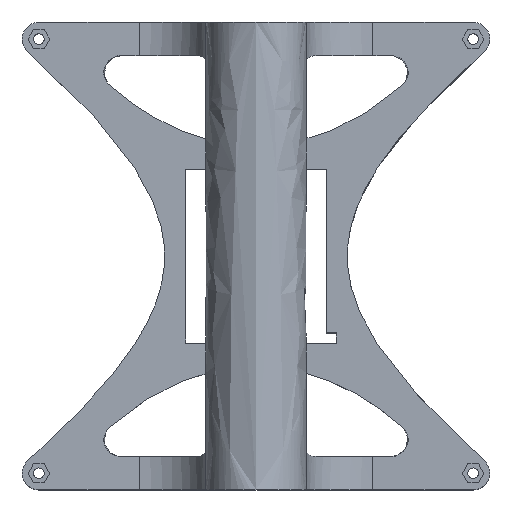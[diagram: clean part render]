
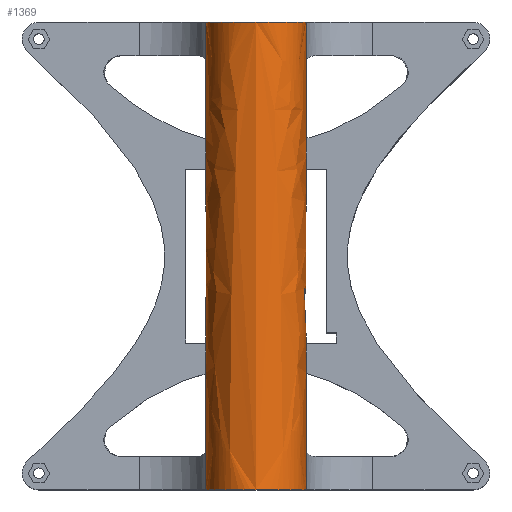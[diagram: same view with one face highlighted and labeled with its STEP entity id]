
A CAD part, top view. The second image highlights one B-rep face of the part: STEP entity #1369.
In plain terms, the highlighted free-form (B-spline) face has degree [1, 2] with [2, 9] control points.
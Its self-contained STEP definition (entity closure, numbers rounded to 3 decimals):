
#15=ELLIPSE('',#1446,17.5,15.);
#16=ELLIPSE('',#1447,17.5,15.);
#17=ELLIPSE('',#1448,17.5,15.);
#18=ELLIPSE('',#1449,17.5,15.);
#88=(
BOUNDED_SURFACE()
B_SPLINE_SURFACE(1,2,((#2633,#2634,#2635,#2636,#2637,#2638,#2639,#2640,
#2641),(#2642,#2643,#2644,#2645,#2646,#2647,#2648,#2649,#2650)),
 .UNSPECIFIED.,.F.,.T.,.F.)
B_SPLINE_SURFACE_WITH_KNOTS((2,2),(3,2,2,2,3),(3.143,11.143),
(-3.142,-1.571,0.,1.571,3.142),
 .UNSPECIFIED.)
GEOMETRIC_REPRESENTATION_ITEM()
RATIONAL_B_SPLINE_SURFACE(((1.,0.707,1.,0.707,1.,
0.707,1.,0.707,1.),(1.,0.707,1.,0.707,
1.,0.707,1.,0.707,1.)))
REPRESENTATION_ITEM('')
SURFACE()
);
#139=FACE_OUTER_BOUND('',#216,.T.);
#216=EDGE_LOOP('',(#1151,#1152,#1153,#1154,#1155,#1156,#1157,#1158,#1159,
#1160,#1161,#1162));
#263=B_SPLINE_CURVE_WITH_KNOTS('',3,(#2384,#2385,#2386,#2387,#2388,#2389,
#2390,#2391,#2392,#2393,#2394,#2395,#2396,#2397,#2398,#2399,#2400,#2401,
#2402,#2403,#2404,#2405),.UNSPECIFIED.,.F.,.F.,(4,3,3,3,3,3,3,4),(-32.415,
-30.563,-28.711,-26.858,-25.006,
-23.154,-21.301,-19.449),.UNSPECIFIED.);
#268=B_SPLINE_CURVE_WITH_KNOTS('',3,(#2518,#2519,#2520,#2521,#2522,#2523,
#2524,#2525,#2526,#2527,#2528,#2529,#2530,#2531,#2532,#2533,#2534,#2535,
#2536,#2537,#2538,#2539),.UNSPECIFIED.,.F.,.F.,(4,3,3,3,3,3,3,4),(-32.415,
-30.563,-28.711,-26.858,-25.006,
-23.154,-21.301,-19.449),.UNSPECIFIED.);
#371=LINE('',#2611,#504);
#374=LINE('',#2619,#507);
#378=LINE('',#2628,#511);
#380=LINE('',#2632,#513);
#381=LINE('',#2654,#514);
#504=VECTOR('',#1674,10.);
#507=VECTOR('',#1683,10.);
#511=VECTOR('',#1693,10.);
#513=VECTOR('',#1697,10.);
#514=VECTOR('',#1700,17.5);
#624=VERTEX_POINT('',#2373);
#626=VERTEX_POINT('',#2383);
#628=VERTEX_POINT('',#2503);
#630=VERTEX_POINT('',#2517);
#650=VERTEX_POINT('',#2610);
#652=VERTEX_POINT('',#2618);
#654=VERTEX_POINT('',#2626);
#655=VERTEX_POINT('',#2630);
#656=VERTEX_POINT('',#2651);
#657=VERTEX_POINT('',#2653);
#792=EDGE_CURVE('',#624,#626,#263,.T.);
#797=EDGE_CURVE('',#628,#630,#268,.T.);
#824=EDGE_CURVE('',#650,#630,#371,.T.);
#828=EDGE_CURVE('',#652,#626,#374,.T.);
#833=EDGE_CURVE('',#654,#628,#378,.T.);
#835=EDGE_CURVE('',#655,#624,#380,.T.);
#836=EDGE_CURVE('',#655,#656,#15,.T.);
#837=EDGE_CURVE('',#656,#657,#381,.T.);
#838=EDGE_CURVE('',#657,#650,#16,.T.);
#839=EDGE_CURVE('',#654,#657,#17,.T.);
#840=EDGE_CURVE('',#656,#652,#18,.T.);
#1151=ORIENTED_EDGE('',*,*,#835,.F.);
#1152=ORIENTED_EDGE('',*,*,#836,.T.);
#1153=ORIENTED_EDGE('',*,*,#837,.T.);
#1154=ORIENTED_EDGE('',*,*,#838,.T.);
#1155=ORIENTED_EDGE('',*,*,#824,.T.);
#1156=ORIENTED_EDGE('',*,*,#797,.F.);
#1157=ORIENTED_EDGE('',*,*,#833,.F.);
#1158=ORIENTED_EDGE('',*,*,#839,.T.);
#1159=ORIENTED_EDGE('',*,*,#837,.F.);
#1160=ORIENTED_EDGE('',*,*,#840,.T.);
#1161=ORIENTED_EDGE('',*,*,#828,.T.);
#1162=ORIENTED_EDGE('',*,*,#792,.F.);
#1369=ADVANCED_FACE('',(#139),#88,.F.);
#1446=AXIS2_PLACEMENT_3D('',#2652,#1698,#1699);
#1447=AXIS2_PLACEMENT_3D('',#2655,#1701,#1702);
#1448=AXIS2_PLACEMENT_3D('',#2656,#1703,#1704);
#1449=AXIS2_PLACEMENT_3D('',#2657,#1705,#1706);
#1674=DIRECTION('',(0.,-1.,0.));
#1683=DIRECTION('',(0.,1.,0.));
#1693=DIRECTION('',(0.,-1.,0.));
#1697=DIRECTION('',(0.,1.,0.));
#1698=DIRECTION('center_axis',(0.,1.,0.));
#1699=DIRECTION('ref_axis',(0.,0.,-1.));
#1700=DIRECTION('',(0.,1.,0.));
#1701=DIRECTION('center_axis',(0.,-1.,0.));
#1702=DIRECTION('ref_axis',(0.,0.,-1.));
#1703=DIRECTION('center_axis',(0.,-1.,0.));
#1704=DIRECTION('ref_axis',(0.,0.,-1.));
#1705=DIRECTION('center_axis',(0.,1.,0.));
#1706=DIRECTION('ref_axis',(0.,0.,-1.));
#2373=CARTESIAN_POINT('',(110.,-160.,52.5));
#2383=CARTESIAN_POINT('',(140.,-160.,52.5));
#2384=CARTESIAN_POINT('Ctrl Pts',(110.,-160.,52.5));
#2385=CARTESIAN_POINT('Ctrl Pts',(110.,-160.,49.724));
#2386=CARTESIAN_POINT('Ctrl Pts',(110.584,-160.,46.952));
#2387=CARTESIAN_POINT('Ctrl Pts',(111.645,-160.,44.53));
#2388=CARTESIAN_POINT('Ctrl Pts',(112.706,-160.,42.107));
#2389=CARTESIAN_POINT('Ctrl Pts',(114.243,-160.,40.034));
#2390=CARTESIAN_POINT('Ctrl Pts',(116.017,-160.,38.483));
#2391=CARTESIAN_POINT('Ctrl Pts',(117.791,-160.,36.931));
#2392=CARTESIAN_POINT('Ctrl Pts',(119.803,-160.,35.901));
#2393=CARTESIAN_POINT('Ctrl Pts',(121.87,-160.,35.386));
#2394=CARTESIAN_POINT('Ctrl Pts',(123.938,-160.,34.87));
#2395=CARTESIAN_POINT('Ctrl Pts',(126.061,-160.,34.87));
#2396=CARTESIAN_POINT('Ctrl Pts',(128.129,-160.,35.386));
#2397=CARTESIAN_POINT('Ctrl Pts',(130.197,-160.,35.902));
#2398=CARTESIAN_POINT('Ctrl Pts',(132.209,-160.,36.934));
#2399=CARTESIAN_POINT('Ctrl Pts',(133.984,-160.,38.485));
#2400=CARTESIAN_POINT('Ctrl Pts',(135.758,-160.,40.036));
#2401=CARTESIAN_POINT('Ctrl Pts',(137.295,-160.,42.106));
#2402=CARTESIAN_POINT('Ctrl Pts',(138.356,-160.,44.528));
#2403=CARTESIAN_POINT('Ctrl Pts',(139.416,-160.,46.95));
#2404=CARTESIAN_POINT('Ctrl Pts',(140.,-160.,49.724));
#2405=CARTESIAN_POINT('Ctrl Pts',(140.,-160.,52.5));
#2503=CARTESIAN_POINT('',(140.,-90.,52.5));
#2517=CARTESIAN_POINT('',(110.,-90.,52.5));
#2518=CARTESIAN_POINT('Ctrl Pts',(140.,-90.,52.5));
#2519=CARTESIAN_POINT('Ctrl Pts',(140.,-90.,49.724));
#2520=CARTESIAN_POINT('Ctrl Pts',(139.416,-90.,46.95));
#2521=CARTESIAN_POINT('Ctrl Pts',(138.356,-90.,44.528));
#2522=CARTESIAN_POINT('Ctrl Pts',(137.295,-90.,42.106));
#2523=CARTESIAN_POINT('Ctrl Pts',(135.758,-90.,40.036));
#2524=CARTESIAN_POINT('Ctrl Pts',(133.983,-90.,38.485));
#2525=CARTESIAN_POINT('Ctrl Pts',(132.209,-90.,36.934));
#2526=CARTESIAN_POINT('Ctrl Pts',(130.197,-90.,35.902));
#2527=CARTESIAN_POINT('Ctrl Pts',(128.129,-90.,35.386));
#2528=CARTESIAN_POINT('Ctrl Pts',(126.061,-90.,34.87));
#2529=CARTESIAN_POINT('Ctrl Pts',(123.938,-90.,34.87));
#2530=CARTESIAN_POINT('Ctrl Pts',(121.87,-90.,35.386));
#2531=CARTESIAN_POINT('Ctrl Pts',(119.803,-90.,35.901));
#2532=CARTESIAN_POINT('Ctrl Pts',(117.791,-90.,36.931));
#2533=CARTESIAN_POINT('Ctrl Pts',(116.017,-90.,38.483));
#2534=CARTESIAN_POINT('Ctrl Pts',(114.243,-90.,40.034));
#2535=CARTESIAN_POINT('Ctrl Pts',(112.705,-90.,42.107));
#2536=CARTESIAN_POINT('Ctrl Pts',(111.645,-90.,44.53));
#2537=CARTESIAN_POINT('Ctrl Pts',(110.584,-90.,46.952));
#2538=CARTESIAN_POINT('Ctrl Pts',(110.,-90.,49.724));
#2539=CARTESIAN_POINT('Ctrl Pts',(110.,-90.,52.5));
#2610=CARTESIAN_POINT('',(110.,-55.,52.5));
#2611=CARTESIAN_POINT('',(110.,-55.,52.5));
#2618=CARTESIAN_POINT('',(140.,-195.,52.5));
#2619=CARTESIAN_POINT('',(140.,-195.,52.5));
#2626=CARTESIAN_POINT('',(140.,-55.,52.5));
#2628=CARTESIAN_POINT('',(140.,-55.,52.5));
#2630=CARTESIAN_POINT('',(110.,-195.,52.5));
#2632=CARTESIAN_POINT('',(110.,-195.,52.5));
#2633=CARTESIAN_POINT('Ctrl Pts',(125.,-55.,70.));
#2634=CARTESIAN_POINT('Ctrl Pts',(110.,-55.,70.));
#2635=CARTESIAN_POINT('Ctrl Pts',(110.,-55.,52.5));
#2636=CARTESIAN_POINT('Ctrl Pts',(110.,-55.,35.));
#2637=CARTESIAN_POINT('Ctrl Pts',(125.,-55.,35.));
#2638=CARTESIAN_POINT('Ctrl Pts',(140.,-55.,35.));
#2639=CARTESIAN_POINT('Ctrl Pts',(140.,-55.,52.5));
#2640=CARTESIAN_POINT('Ctrl Pts',(140.,-55.,70.));
#2641=CARTESIAN_POINT('Ctrl Pts',(125.,-55.,70.));
#2642=CARTESIAN_POINT('Ctrl Pts',(125.,-195.,70.));
#2643=CARTESIAN_POINT('Ctrl Pts',(110.,-195.,70.));
#2644=CARTESIAN_POINT('Ctrl Pts',(110.,-195.,52.5));
#2645=CARTESIAN_POINT('Ctrl Pts',(110.,-195.,35.));
#2646=CARTESIAN_POINT('Ctrl Pts',(125.,-195.,35.));
#2647=CARTESIAN_POINT('Ctrl Pts',(140.,-195.,35.));
#2648=CARTESIAN_POINT('Ctrl Pts',(140.,-195.,52.5));
#2649=CARTESIAN_POINT('Ctrl Pts',(140.,-195.,70.));
#2650=CARTESIAN_POINT('Ctrl Pts',(125.,-195.,70.));
#2651=CARTESIAN_POINT('',(125.,-195.,70.));
#2652=CARTESIAN_POINT('Origin',(125.,-195.,52.5));
#2653=CARTESIAN_POINT('',(125.,-55.,70.));
#2654=CARTESIAN_POINT('',(125.,0.,70.));
#2655=CARTESIAN_POINT('Origin',(125.,-55.,52.5));
#2656=CARTESIAN_POINT('Origin',(125.,-55.,52.5));
#2657=CARTESIAN_POINT('Origin',(125.,-195.,52.5));
